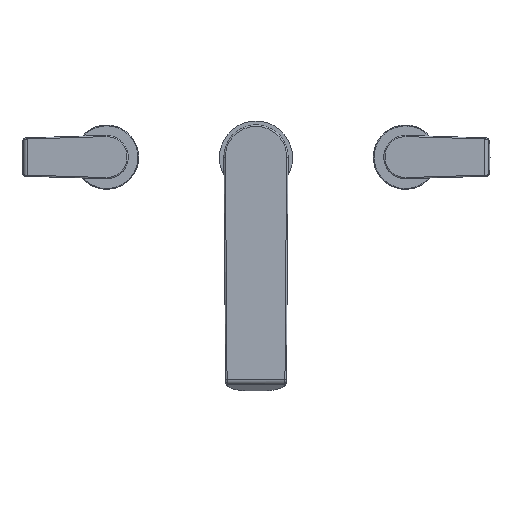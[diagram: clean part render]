
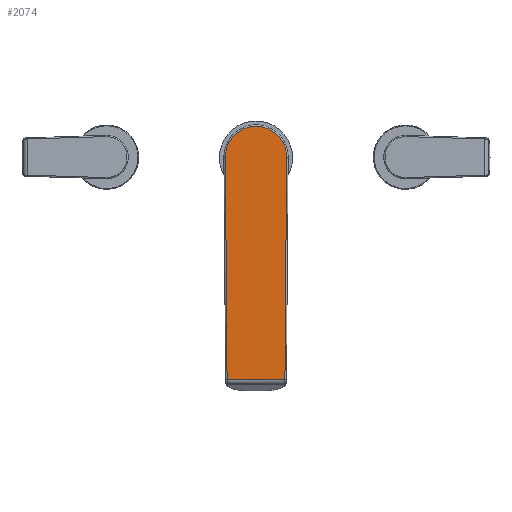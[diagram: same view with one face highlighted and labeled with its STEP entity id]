
A CAD part, top view. The second image highlights one B-rep face of the part: STEP entity #2074.
In plain terms, the highlighted face is planar.
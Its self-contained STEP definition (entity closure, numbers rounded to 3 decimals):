
#245=PLANE('',#2291);
#330=FACE_OUTER_BOUND('',#465,.T.);
#465=EDGE_LOOP('',(#1573,#1574,#1575,#1576));
#587=LINE('',#6070,#692);
#588=LINE('',#6072,#693);
#589=LINE('',#6073,#694);
#692=VECTOR('',#2611,148.732);
#693=VECTOR('',#2612,38.724);
#694=VECTOR('',#2613,148.732);
#808=CIRCLE('',#2292,20.5);
#953=VERTEX_POINT('',#6007);
#955=VERTEX_POINT('',#6067);
#956=VERTEX_POINT('',#6068);
#957=VERTEX_POINT('',#6071);
#1184=EDGE_CURVE('',#955,#956,#808,.T.);
#1185=EDGE_CURVE('',#956,#953,#587,.T.);
#1186=EDGE_CURVE('',#953,#957,#588,.T.);
#1187=EDGE_CURVE('',#957,#955,#589,.T.);
#1573=ORIENTED_EDGE('',*,*,#1184,.T.);
#1574=ORIENTED_EDGE('',*,*,#1185,.T.);
#1575=ORIENTED_EDGE('',*,*,#1186,.T.);
#1576=ORIENTED_EDGE('',*,*,#1187,.T.);
#2074=ADVANCED_FACE('',(#330),#245,.F.);
#2291=AXIS2_PLACEMENT_3D('',#6066,#2607,#2608);
#2292=AXIS2_PLACEMENT_3D('',#6069,#2609,#2610);
#2607=DIRECTION('center_axis',(0.,-1.,0.));
#2608=DIRECTION('ref_axis',(-1.,0.,0.));
#2609=DIRECTION('center_axis',(0.,1.,0.));
#2610=DIRECTION('ref_axis',(0.008,0.,-1.));
#2611=DIRECTION('',(1.,0.,-0.008));
#2612=DIRECTION('',(0.,0.,-1.));
#2613=DIRECTION('',(-1.,0.,-0.008));
#6007=CARTESIAN_POINT('',(148.884,123.5,19.362));
#6066=CARTESIAN_POINT('Origin',(0.,123.5,0.));
#6067=CARTESIAN_POINT('',(0.157,123.5,-20.499));
#6068=CARTESIAN_POINT('',(0.157,123.5,20.499));
#6069=CARTESIAN_POINT('Origin',(0.,123.5,0.));
#6070=CARTESIAN_POINT('',(0.157,123.5,20.499));
#6071=CARTESIAN_POINT('',(148.884,123.5,-19.362));
#6072=CARTESIAN_POINT('',(148.884,123.5,19.362));
#6073=CARTESIAN_POINT('',(148.884,123.5,-19.362));
